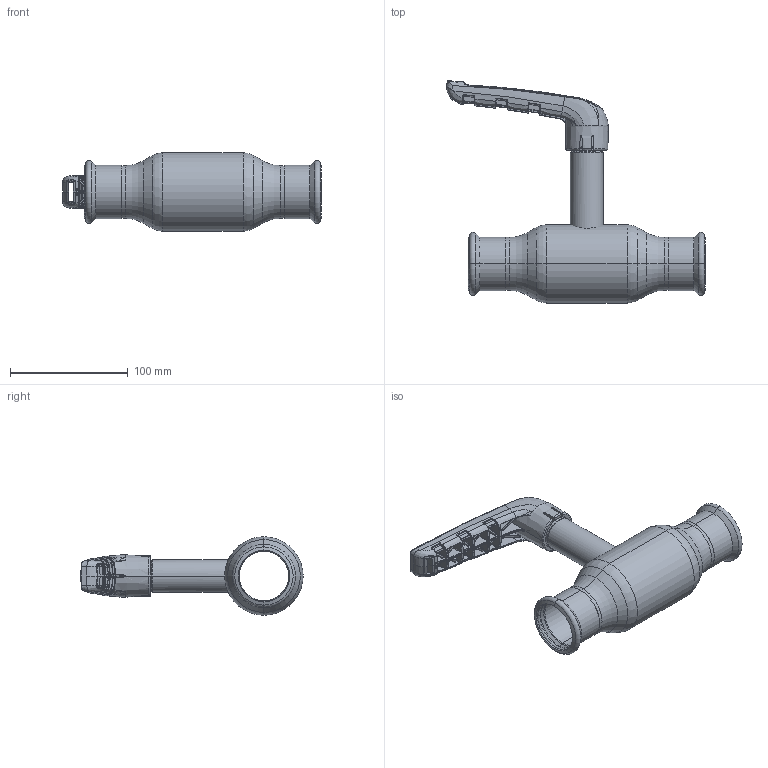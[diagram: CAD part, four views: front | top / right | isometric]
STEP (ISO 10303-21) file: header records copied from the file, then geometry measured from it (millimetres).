
FILE_DESCRIPTION (( 'STEP AP214' ), '1' );
FILE_NAME ('2040000101-xxxx.step', '2019-05-10T10:35:29', ( '' ), ( '' ), 'SwSTEP 2.0', 'SolidWorks 2017', '' );
FILE_SCHEMA (( 'AUTOMOTIVE_DESIGN' ));
Length unit declared in the file: millimetre
Products named in the file (1): 2040000101-xxxx
Bounding box: 220.15 x 188.99 x 66.68 mm (x, y, z)
Surface area: 79721.4 mm2 (no closed solid volume)
Topology: 0 solids, 14 shells, 756 faces, 2754 edges, 1862 vertices
Faces by surface type: bspline 633, plane 36, cone 31, cylinder 30, torus 25, sphere 1
Entity records: 60061 total; most frequent: CARTESIAN_POINT 35089, ORIENTED_EDGE 4183, EDGE_CURVE 2734, B_SPLINE_CURVE_WITH_KNOTS 1976, VERTEX_POINT 1862, DIRECTION 1604, EDGE_LOOP 767, UNCERTAINTY_MEASURE_WITH_UNIT 758
